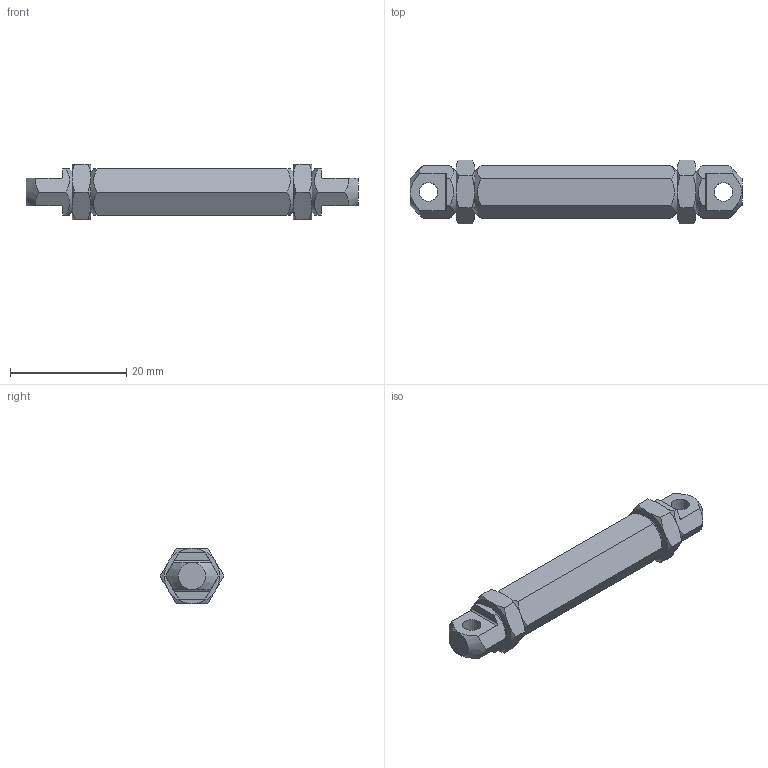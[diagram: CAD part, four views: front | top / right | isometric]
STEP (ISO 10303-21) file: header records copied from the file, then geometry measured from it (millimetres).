
FILE_DESCRIPTION (( 'STEP AP214' ), '1' );
FILE_NAME ('am-3915_25 25 Chain Inline Tensioner REV3.STEP', '2018-11-26T16:01:59', ( '' ), ( '' ), 'SwSTEP 2.0', 'SolidWorks 2018', '' );
FILE_SCHEMA (( 'AUTOMOTIVE_DESIGN' ));
Length unit declared in the file: millimetre
Products named in the file (4): Joint Body; 90480A195_LOW-STRENGTH STEEL HEX NUT_90480A195; 25 Link; am-3915_25 25 Chain Inline Tensioner REV3
Assembly tree (5 placements, depth 2):
  am-3915_25 25 Chain Inline Tensioner REV3
    Joint Body
    90480A195_LOW-STRENGTH STEEL HEX NUT_90480A195  x2
    25 Link  x2
Bounding box: 57.18 x 11 x 9.53 mm (x, y, z)
Volume: 2911.8 mm3; surface area: 3443.5 mm2
Topology: 5 solids, 5 shells, 113 faces, 268 edges, 167 vertices
Faces by surface type: plane 52, cone 38, bspline 12, cylinder 11
Full cylindrical faces by diameter (mm): 3.175 x2, 4.039 x1
Entity records: 6862 total; most frequent: CARTESIAN_POINT 5443, ORIENTED_EDGE 272, DIRECTION 225, EDGE_CURVE 136, AXIS2_PLACEMENT_3D 95, VERTEX_POINT 89, EDGE_LOOP 79, FACE_OUTER_BOUND 65
